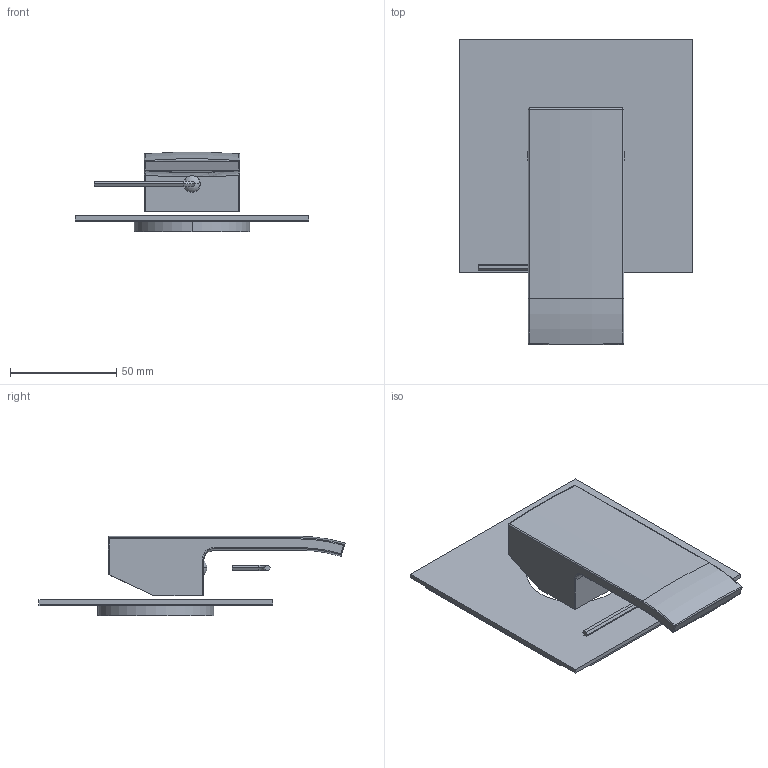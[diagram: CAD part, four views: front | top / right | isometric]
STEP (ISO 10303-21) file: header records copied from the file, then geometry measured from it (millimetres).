
FILE_DESCRIPTION((''),'2;1');
FILE_NAME('LES010CR-MEST_ASM','2021-01-29T10:58:14',('stefano.gianpani'),('PAFFONI SpA'),'CREO PARAMETRIC BY PTC INC, 2020044','CREO PARAMETRIC BY PTC INC, 2020044','');
FILE_SCHEMA(('CONFIG_CONTROL_DESIGN','SHAPE_APPEARANCE_LAYERS_GROUPS'));
Length unit declared in the file: millimetre
Products named in the file (9): 4061171CR; 592305006A2I; TCF0691105CRRB; CHBR25; 8001114_ASM; 4061170CRI; 2092467_AF0; 2091415; LES010CR-MEST_ASM
Assembly tree (11 placements, depth 3):
  LES010CR-MEST_ASM
    4061171CR
    8001114_ASM
      592305006A2I
      TCF0691105CRRB
      CHBR25
    4061170CRI
    2092467_AF0
    2091415  x4
Bounding box: 110 x 144.06 x 37.41 mm (x, y, z)
Volume: 59844.2 mm3; surface area: 54490.4 mm2
Topology: 10 solids, 12 shells, 207 faces, 468 edges, 287 vertices
Faces by surface type: plane 97, cylinder 60, cone 14, bspline 13, sphere 12, torus 11
Entity records: 7684 total; most frequent: CARTESIAN_POINT 1837, DIRECTION 935, ORIENTED_EDGE 852, PRESENTATION_STYLE_ASSIGNMENT 439, STYLED_ITEM 439, CURVE_STYLE 430, EDGE_CURVE 430, AXIS2_PLACEMENT_3D 350
